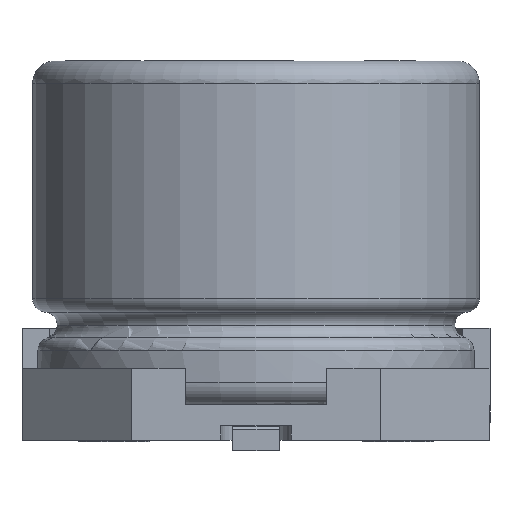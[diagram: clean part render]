
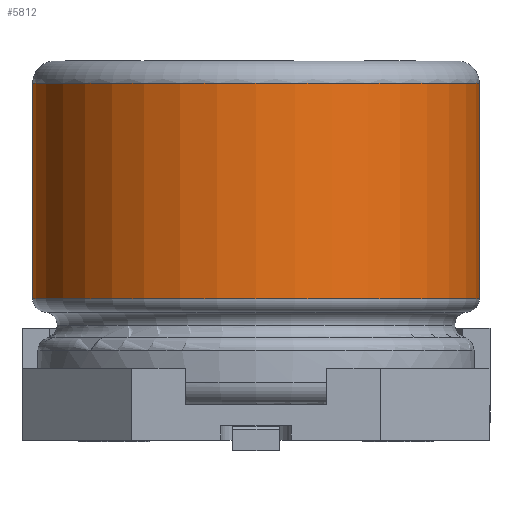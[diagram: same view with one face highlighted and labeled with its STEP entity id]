
A CAD part, left-side view. The second image highlights one B-rep face of the part: STEP entity #5812.
In plain terms, the highlighted cylindrical face has radius 3.15 mm (diameter 6.3 mm), a full revolution.
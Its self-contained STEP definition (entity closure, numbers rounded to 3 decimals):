
#110=CYLINDRICAL_SURFACE('',#6147,3.15);
#228=CIRCLE('',#6146,3.15);
#229=CIRCLE('',#6148,3.15);
#1393=ORIENTED_EDGE('',*,*,#2017,.T.);
#1394=ORIENTED_EDGE('',*,*,#2016,.T.);
#2016=EDGE_CURVE('',#2425,#2425,#228,.T.);
#2017=EDGE_CURVE('',#2426,#2426,#229,.T.);
#2425=VERTEX_POINT('',#9123);
#2426=VERTEX_POINT('',#9126);
#3575=EDGE_LOOP('',(#1393));
#3576=EDGE_LOOP('',(#1394));
#3848=FACE_BOUND('',#3575,.T.);
#3849=FACE_BOUND('',#3576,.T.);
#5812=ADVANCED_FACE('',(#3848,#3849),#110,.T.);
#6146=AXIS2_PLACEMENT_3D('',#9122,#7249,#7250);
#6147=AXIS2_PLACEMENT_3D('',#9124,#7251,#7252);
#6148=AXIS2_PLACEMENT_3D('',#9125,#7253,#7254);
#7249=DIRECTION('',(0.,0.,-1.));
#7250=DIRECTION('',(0.,1.,0.));
#7251=DIRECTION('',(0.,0.,-1.));
#7252=DIRECTION('',(0.,-1.,0.));
#7253=DIRECTION('',(0.,0.,1.));
#7254=DIRECTION('',(0.,-1.,0.));
#9122=CARTESIAN_POINT('',(0.,0.,5.035));
#9123=CARTESIAN_POINT('',(0.,3.15,5.035));
#9124=CARTESIAN_POINT('',(0.,0.,10.4));
#9125=CARTESIAN_POINT('',(0.,0.,1.999));
#9126=CARTESIAN_POINT('',(0.,-3.15,1.999));
